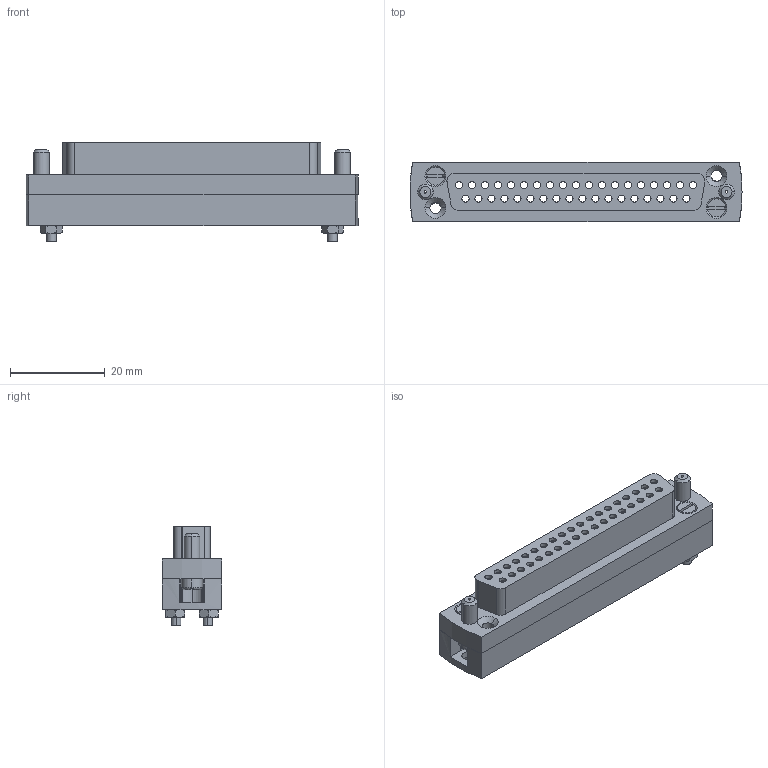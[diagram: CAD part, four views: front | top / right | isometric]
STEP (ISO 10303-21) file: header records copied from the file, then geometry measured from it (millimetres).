
FILE_DESCRIPTION (( 'STEP AP214' ), '1' );
FILE_NAME ('211-FS37-UHV.STEP', '2019-09-11T08:19:38', ( 'allectra' ), ( 'Microsoft' ), 'SwSTEP 2.0', 'SolidWorks 2014', '' );
FILE_SCHEMA (( 'AUTOMOTIVE_DESIGN' ));
Length unit declared in the file: millimetre
Products named in the file (6): Hexagon Nut ISO 4032 - M2 - D - N_Hexagon Nut ISO 4032 - M2 - D - N; ISO 2009 - M2 x 14 --- 14C_ISO 2009 - M2 x 14 --- 14C; 903-SCREW-4-40-3_8-B; 9211-FSX-UHV-BP_9211-FS37-UHV-BP; 9211-FSX-UHV-FP_9211-FS37-UHV-FP; 211-FS37-UHV
Assembly tree (8 placements, depth 2):
  211-FS37-UHV
    9211-FSX-UHV-FP_9211-FS37-UHV-FP
    9211-FSX-UHV-BP_9211-FS37-UHV-BP
    903-SCREW-4-40-3_8-B  x2
    ISO 2009 - M2 x 14 --- 14C_ISO 2009 - M2 x 14 --- 14C  x2
    Hexagon Nut ISO 4032 - M2 - D - N_Hexagon Nut ISO 4032 - M2 - D - N  x2
Bounding box: 69.99 x 12.5 x 20.8 mm (x, y, z)
Volume: 9873.1 mm3; surface area: 10733.3 mm2
Topology: 8 solids, 8 shells, 676 faces, 1590 edges, 966 vertices
Faces by surface type: cylinder 366, cone 196, plane 106, torus 8
Entity records: 18568 total; most frequent: DIRECTION 3514, CARTESIAN_POINT 3112, ORIENTED_EDGE 2920, EDGE_CURVE 1460, AXIS2_PLACEMENT_3D 1458, VERTEX_POINT 888, CIRCLE 830, EDGE_LOOP 828
